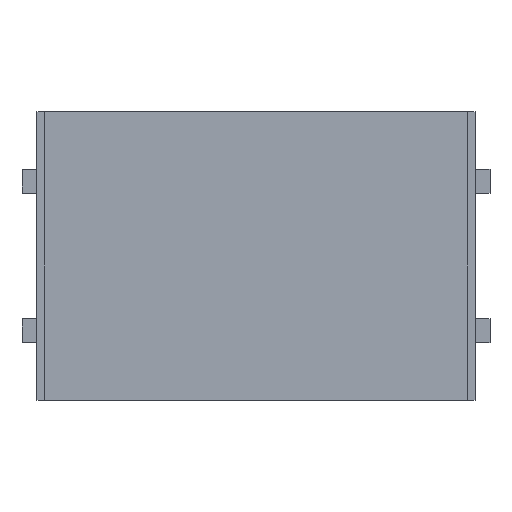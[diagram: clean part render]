
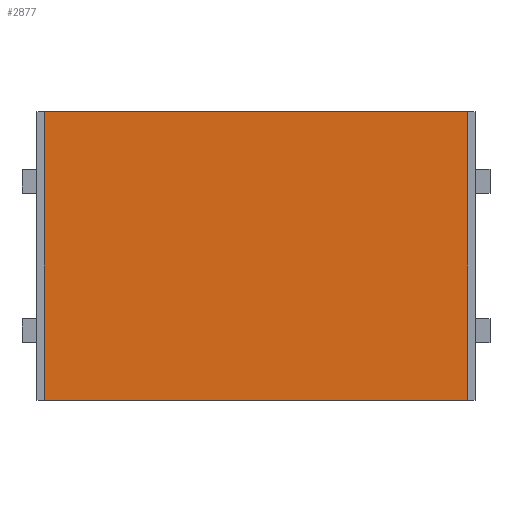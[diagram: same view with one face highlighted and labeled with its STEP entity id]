
A CAD part, top view. The second image highlights one B-rep face of the part: STEP entity #2877.
In plain terms, the highlighted planar face has unit normal (0, 0, 1).
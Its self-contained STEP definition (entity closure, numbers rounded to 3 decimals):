
#91 = AXIS2_PLACEMENT_3D ( 'NONE', #750, #2153, #324 ) ;
#229 = VECTOR ( 'NONE', #2929, 1000. ) ;
#261 = VERTEX_POINT ( 'NONE', #326 ) ;
#324 = DIRECTION ( 'NONE',  ( 0., 1., 0. ) ) ;
#326 = CARTESIAN_POINT ( 'NONE',  ( 42.5, -58., 3. ) ) ;
#382 = VERTEX_POINT ( 'NONE', #2276 ) ;
#424 = VERTEX_POINT ( 'NONE', #3725 ) ;
#569 = DIRECTION ( 'NONE',  ( -1., 0., 0. ) ) ;
#737 = EDGE_CURVE ( 'NONE', #261, #424, #3575, .T. ) ;
#750 = CARTESIAN_POINT ( 'NONE',  ( 42.5, 0., 3. ) ) ;
#1094 = VERTEX_POINT ( 'NONE', #3896 ) ;
#1885 = EDGE_CURVE ( 'NONE', #1094, #424, #3565, .T. ) ;
#2101 = CARTESIAN_POINT ( 'NONE',  ( 42.5, -58., 3. ) ) ;
#2119 = DIRECTION ( 'NONE',  ( 0., -1., 0. ) ) ;
#2153 = DIRECTION ( 'NONE',  ( 0., 0., -1. ) ) ;
#2238 = EDGE_LOOP ( 'NONE', ( #2838, #4085, #3338, #2543 ) ) ;
#2276 = CARTESIAN_POINT ( 'NONE',  ( 42.5, 0., 3. ) ) ;
#2505 = VECTOR ( 'NONE', #3171, 1000. ) ;
#2533 = CARTESIAN_POINT ( 'NONE',  ( 42.5, 0., 3. ) ) ;
#2543 = ORIENTED_EDGE ( 'NONE', *, *, #2611, .T. ) ;
#2611 = EDGE_CURVE ( 'NONE', #382, #1094, #3586, .T. ) ;
#2619 = PLANE ( 'NONE',  #91 ) ;
#2838 = ORIENTED_EDGE ( 'NONE', *, *, #1885, .T. ) ;
#2877 = ADVANCED_FACE ( 'NONE', ( #4792 ), #2619, .F. ) ;
#2929 = DIRECTION ( 'NONE',  ( -1., 0., 0. ) ) ;
#3171 = DIRECTION ( 'NONE',  ( 0., -1., 0. ) ) ;
#3194 = CARTESIAN_POINT ( 'NONE',  ( -42.5, 0., 3. ) ) ;
#3295 = LINE ( 'NONE', #2533, #3646 ) ;
#3338 = ORIENTED_EDGE ( 'NONE', *, *, #3659, .F. ) ;
#3565 = LINE ( 'NONE', #3194, #2505 ) ;
#3575 = LINE ( 'NONE', #2101, #229 ) ;
#3586 = LINE ( 'NONE', #4309, #4020 ) ;
#3646 = VECTOR ( 'NONE', #2119, 1000. ) ;
#3659 = EDGE_CURVE ( 'NONE', #382, #261, #3295, .T. ) ;
#3725 = CARTESIAN_POINT ( 'NONE',  ( -42.5, -58., 3. ) ) ;
#3896 = CARTESIAN_POINT ( 'NONE',  ( -42.5, 0., 3. ) ) ;
#4020 = VECTOR ( 'NONE', #569, 1000. ) ;
#4085 = ORIENTED_EDGE ( 'NONE', *, *, #737, .F. ) ;
#4309 = CARTESIAN_POINT ( 'NONE',  ( 42.5, 0., 3. ) ) ;
#4792 = FACE_OUTER_BOUND ( 'NONE', #2238, .T. ) ;
